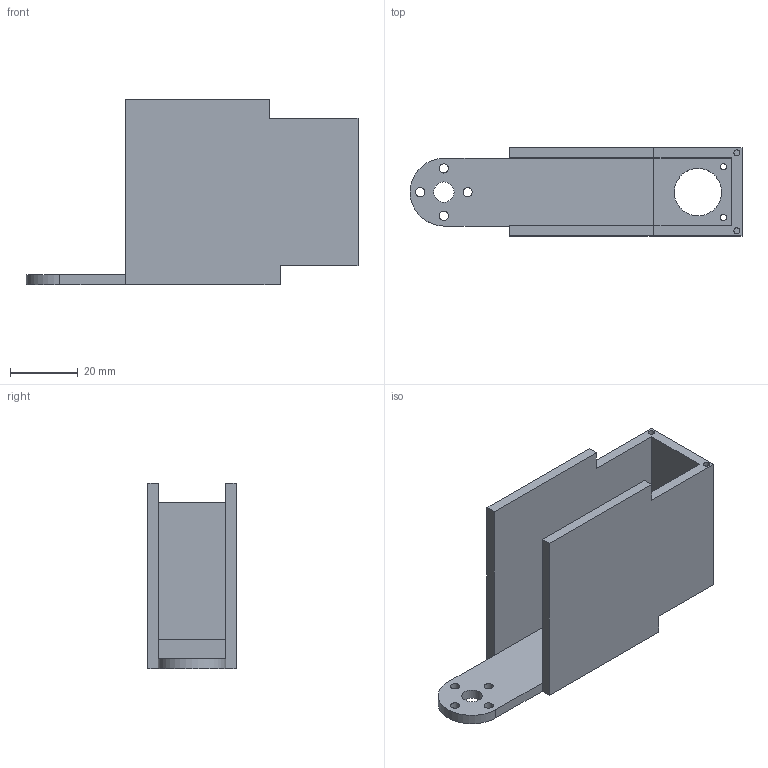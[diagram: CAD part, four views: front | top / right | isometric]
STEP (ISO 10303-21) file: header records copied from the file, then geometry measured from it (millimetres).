
FILE_DESCRIPTION(('FreeCAD Model'),'2;1');
FILE_NAME('Open CASCADE Shape Model','2025-07-31T13:02:21',(''),(''), 'Open CASCADE STEP processor 7.8','FreeCAD','Unknown');
FILE_SCHEMA(('AUTOMOTIVE_DESIGN { 1 0 10303 214 1 1 1 1 }'));
Length unit declared in the file: millimetre
Products named in the file (1): Y-Axis_2_Left
Bounding box: 98 x 26 x 54.9 mm (x, y, z)
Volume: 28811 mm3; surface area: 20698.3 mm2
Topology: 1 solids, 1 shells, 34 faces, 88 edges, 58 vertices
Faces by surface type: plane 23, cylinder 11
Full cylindrical faces by diameter (mm): 1.8 x4, 2.7 x4, 6 x1, 14 x1
Entity records: 1092 total; most frequent: CARTESIAN_POINT 181, DIRECTION 180, ORIENTED_EDGE 176, EDGE_CURVE 88, LINE 66, VECTOR 66, VERTEX_POINT 58, AXIS2_PLACEMENT_3D 57
